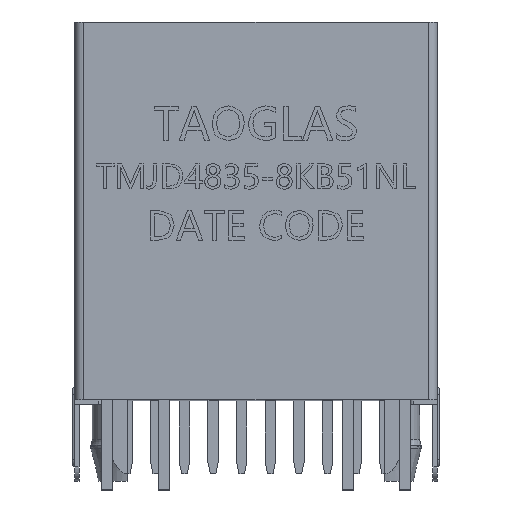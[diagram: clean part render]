
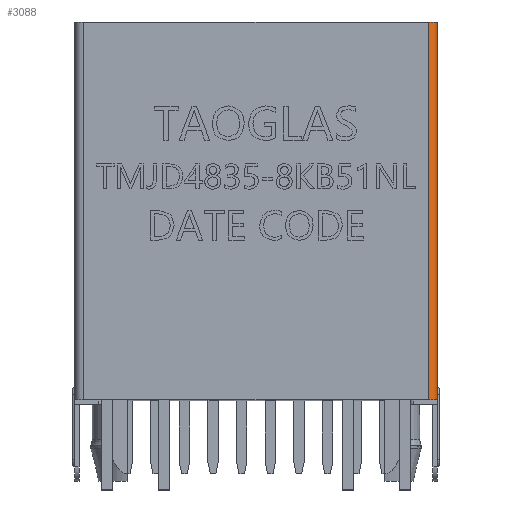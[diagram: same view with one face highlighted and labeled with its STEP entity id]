
A CAD part, top view. The second image highlights one B-rep face of the part: STEP entity #3088.
In plain terms, the highlighted cylindrical face has radius 0.4 mm (diameter 0.8 mm), a partial arc.
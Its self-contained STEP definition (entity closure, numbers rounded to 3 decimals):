
#1316 = LINE ( 'NONE', #1443, #14335 ) ;
#1443 = CARTESIAN_POINT ( 'NONE',  ( 16.15, 19.76, 2.825 ) ) ;
#1856 = FACE_OUTER_BOUND ( 'NONE', #12258, .T. ) ;
#1888 = DIRECTION ( 'NONE',  ( 0., 1., 0. ) ) ;
#1890 = VERTEX_POINT ( 'NONE', #21176 ) ;
#2971 = ORIENTED_EDGE ( 'NONE', *, *, #22482, .F. ) ;
#3088 = ADVANCED_FACE ( 'NONE', ( #1856 ), #14042, .T. ) ;
#3092 = CARTESIAN_POINT ( 'NONE',  ( 15.75, 19.76, 3.225 ) ) ;
#3555 = EDGE_CURVE ( 'NONE', #24730, #21838, #17390, .T. ) ;
#3863 = AXIS2_PLACEMENT_3D ( 'NONE', #6036, #20058, #18358 ) ;
#3932 = CARTESIAN_POINT ( 'NONE',  ( 16.15, 3.6, 2.825 ) ) ;
#4564 = CARTESIAN_POINT ( 'NONE',  ( 16.15, 20.36, 2.825 ) ) ;
#5202 = DIRECTION ( 'NONE',  ( 0., -1., 0. ) ) ;
#6036 = CARTESIAN_POINT ( 'NONE',  ( 15.75, 46.441, 2.825 ) ) ;
#6070 = CARTESIAN_POINT ( 'NONE',  ( 15.75, 20.36, 2.825 ) ) ;
#6373 = AXIS2_PLACEMENT_3D ( 'NONE', #6070, #1888, #12360 ) ;
#7076 = DIRECTION ( 'NONE',  ( 0., -1., 0. ) ) ;
#8540 = VECTOR ( 'NONE', #13058, 1000. ) ;
#11648 = ORIENTED_EDGE ( 'NONE', *, *, #13361, .T. ) ;
#11884 = VERTEX_POINT ( 'NONE', #4564 ) ;
#12258 = EDGE_LOOP ( 'NONE', ( #23468, #2971, #11648, #22225 ) ) ;
#12360 = DIRECTION ( 'NONE',  ( 0., 0., 1. ) ) ;
#13058 = DIRECTION ( 'NONE',  ( 0., -1., 0. ) ) ;
#13361 = EDGE_CURVE ( 'NONE', #1890, #21838, #25610, .T. ) ;
#14042 = CYLINDRICAL_SURFACE ( 'NONE', #3863, 0.4 ) ;
#14335 = VECTOR ( 'NONE', #7076, 1000. ) ;
#15103 = CARTESIAN_POINT ( 'NONE',  ( 15.75, 3.6, 3.225 ) ) ;
#15631 = CIRCLE ( 'NONE', #6373, 0.4 ) ;
#17390 = CIRCLE ( 'NONE', #20730, 0.4 ) ;
#18358 = DIRECTION ( 'NONE',  ( 1., 0., 0. ) ) ;
#20058 = DIRECTION ( 'NONE',  ( 0., -1., 0. ) ) ;
#20730 = AXIS2_PLACEMENT_3D ( 'NONE', #21324, #5202, #23163 ) ;
#21176 = CARTESIAN_POINT ( 'NONE',  ( 15.75, 20.36, 3.225 ) ) ;
#21324 = CARTESIAN_POINT ( 'NONE',  ( 15.75, 3.6, 2.825 ) ) ;
#21838 = VERTEX_POINT ( 'NONE', #15103 ) ;
#22225 = ORIENTED_EDGE ( 'NONE', *, *, #3555, .F. ) ;
#22482 = EDGE_CURVE ( 'NONE', #1890, #11884, #15631, .T. ) ;
#22979 = EDGE_CURVE ( 'NONE', #11884, #24730, #1316, .T. ) ;
#23163 = DIRECTION ( 'NONE',  ( 1., 0., 0. ) ) ;
#23468 = ORIENTED_EDGE ( 'NONE', *, *, #22979, .F. ) ;
#24730 = VERTEX_POINT ( 'NONE', #3932 ) ;
#25610 = LINE ( 'NONE', #3092, #8540 ) ;
